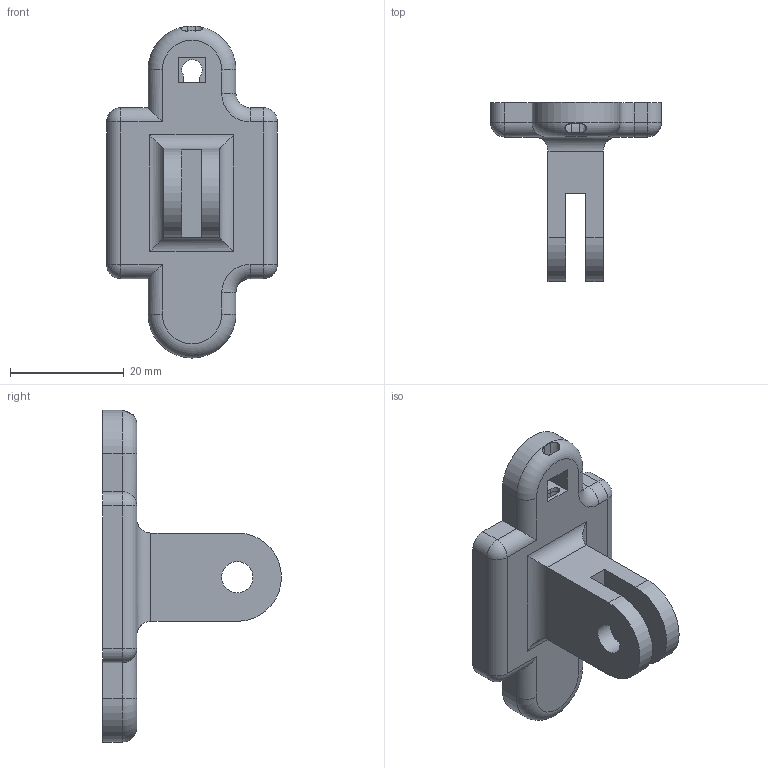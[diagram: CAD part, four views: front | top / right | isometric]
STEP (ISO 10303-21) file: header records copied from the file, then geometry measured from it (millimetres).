
FILE_DESCRIPTION(/* description */ (''),/* implementation_level */ '2;1');
FILE_NAME(/* name */ 'actioncam mount zapstrap.step',/* time_stamp */ '2020-08-30T23:32:39-07:00',/* author */ (''),/* organization */ (''),/* preprocessor_version */ 'ST-DEVELOPER v18.1',/* originating_system */ 'Autodesk Translation Framework v9.3.0.1241',/* authorisation */ '');
FILE_SCHEMA (('AUTOMOTIVE_DESIGN { 1 0 10303 214 3 1 1 }'));
Length unit declared in the file: millimetre
Products named in the file (1): ZipLockVersion
Bounding box: 30 x 31.4 x 58.27 mm (x, y, z)
Volume: 9856.2 mm3; surface area: 5294.9 mm2
Topology: 1 solids, 1 shells, 77 faces, 190 edges, 116 vertices
Faces by surface type: plane 32, cylinder 29, bspline 8, sphere 4, torus 4
Full cylindrical faces by diameter (mm): 5.5 x2
Entity records: 2395 total; most frequent: CARTESIAN_POINT 504, DIRECTION 398, ORIENTED_EDGE 380, EDGE_CURVE 190, AXIS2_PLACEMENT_3D 140, LINE 118, VECTOR 118, VERTEX_POINT 116
